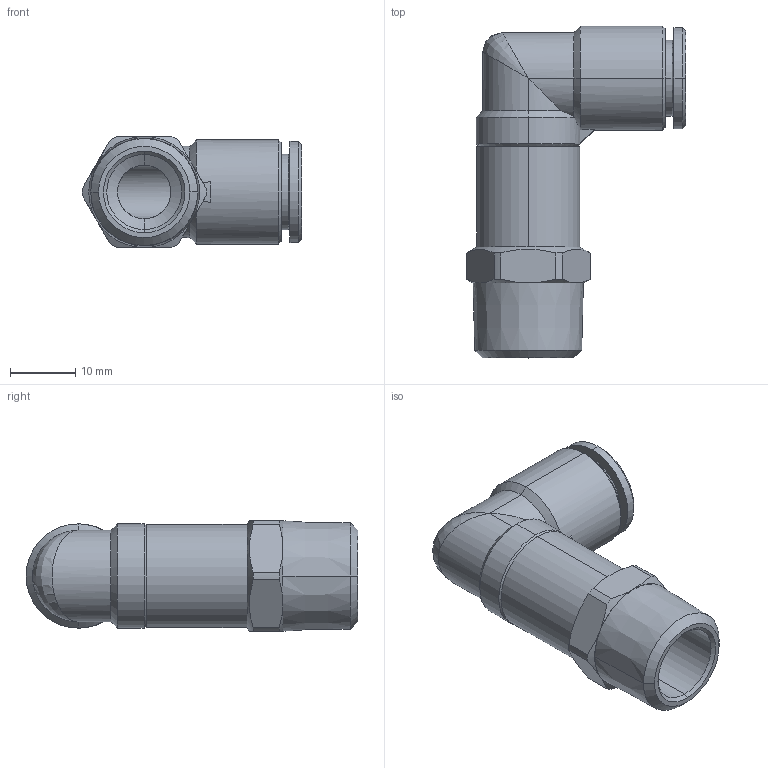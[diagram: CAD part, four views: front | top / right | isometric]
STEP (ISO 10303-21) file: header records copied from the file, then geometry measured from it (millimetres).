
FILE_DESCRIPTION (( 'STEP AP203' ), '1' );
FILE_NAME ('B0070053.STEP', '2011-03-23T08:42:12', ( '' ), ( 'sopra-pneumatic' ), 'SwSTEP 2.0', 'SolidWorks 2009', '' );
FILE_SCHEMA (( 'CONFIG_CONTROL_DESIGN' ));
Length unit declared in the file: millimetre
Products named in the file (1): B0070053
Bounding box: 33.65 x 50.9 x 17 mm (x, y, z)
Volume: 7376.5 mm3; surface area: 5970.7 mm2
Topology: 1 solids, 3 shells, 96 faces, 214 edges, 128 vertices
Faces by surface type: cylinder 39, cone 32, plane 24, bspline 1
Entity records: 3438 total; most frequent: CARTESIAN_POINT 1266, DIRECTION 454, ORIENTED_EDGE 424, EDGE_CURVE 212, AXIS2_PLACEMENT_3D 185, VERTEX_POINT 128, EDGE_LOOP 104, FACE_OUTER_BOUND 96
